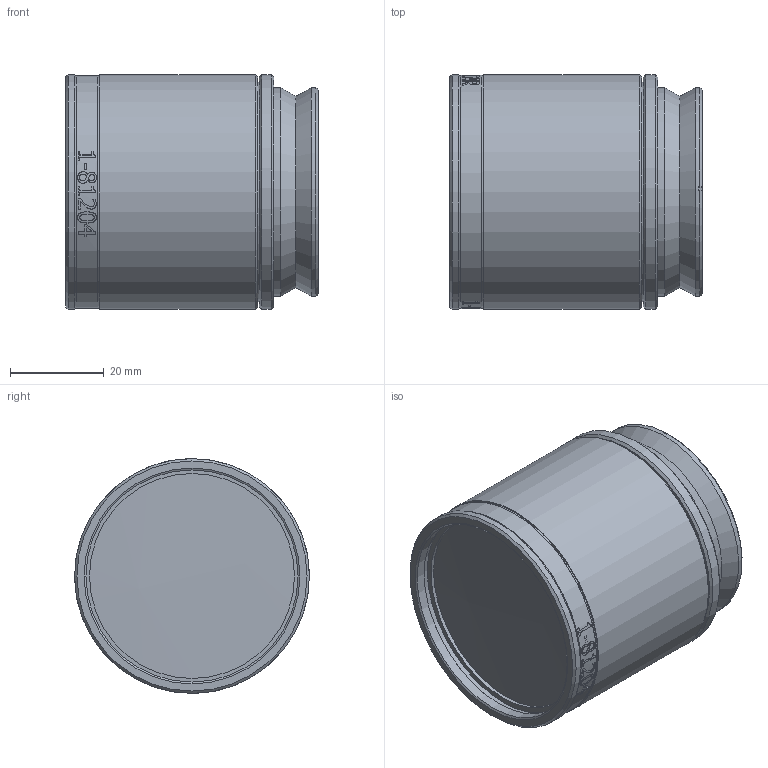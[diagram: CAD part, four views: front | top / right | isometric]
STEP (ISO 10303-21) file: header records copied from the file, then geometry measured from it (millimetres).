
FILE_DESCRIPTION(/* description */ ('LENS, 1X LENS ATTACHMENT'),/* implementation_level */ '2;1');
FILE_NAME(/* name */ 'Jesse''s Projects\81204.stp',/* time_stamp */ '2017-12-27T10:06:58-05:00',/* author */ ('Williamson'),/* organization */ ('NAVITAR'),/* preprocessor_version */ 'ST-DEVELOPER v16.13',/* originating_system */ 'Autodesk Inventor 2018',/* authorisation */ '');
FILE_SCHEMA (('AUTOMOTIVE_DESIGN { 1 0 10303 214 3 1 1 }'));
Length unit declared in the file: millimetre
Products named in the file (14): 1-81204; 3-80312; 3-80322; 5-80054; 6-80055; 6-80056; 5-80057; 6-80058; 6-80059; 6-80060; 8-80330; 3-80313; 7-30681; 7-30683
Assembly tree (13 placements, depth 3):
  1-81204
    3-80312
    3-80322
    5-80054
      6-80055
      6-80056
    5-80057
      6-80058
      6-80059
      6-80060
    8-80330
    3-80313
    7-30681
    7-30683
Bounding box: 53.8 x 50.04 x 50.04 mm (x, y, z)
Volume: 71795 mm3; surface area: 47095.3 mm2
Topology: 16 solids, 16 shells, 257 faces, 626 edges, 413 vertices
Faces by surface type: plane 122, bspline 67, cylinder 44, cone 14, sphere 10
Full cylindrical faces by diameter (mm): 37.568 x1, 39.37 x1, 41 x1, 41.783 x1, 41.91 x1, 43.089 x1, 43.4 x1, 43.688 x1, 44 x1, 44.45 x2, 44.455 x1, 45.188 x1, 46.001 x1, 46.5 x2, 46.507 x2, 46.52 x1, 46.741 x1, 46.965 x1, 47.6 x1, 47.824 x1, 49.53 x1, 49.555 x1, 49.657 x1, 50.038 x3
Entity records: 10243 total; most frequent: CARTESIAN_POINT 4077, ORIENTED_EDGE 1154, DIRECTION 1074, EDGE_CURVE 577, VERTEX_POINT 407, AXIS2_PLACEMENT_3D 404, EDGE_LOOP 354, LINE 266
